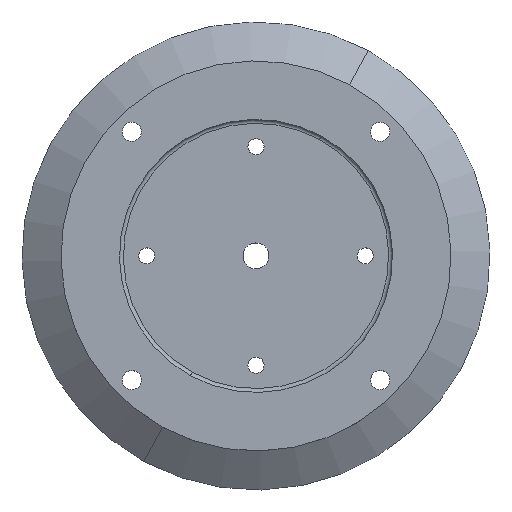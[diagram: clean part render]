
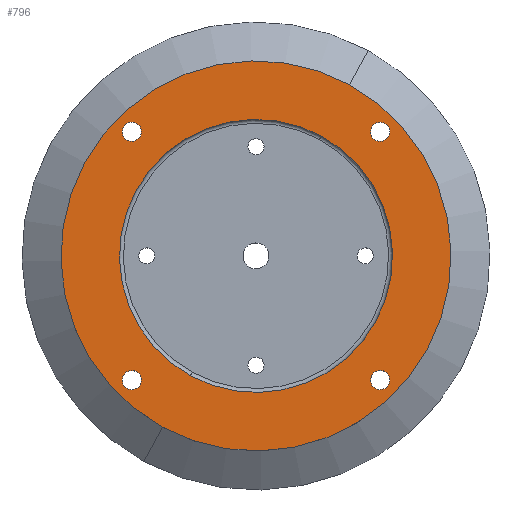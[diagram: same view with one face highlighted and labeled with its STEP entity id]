
A CAD part, top view. The second image highlights one B-rep face of the part: STEP entity #796.
In plain terms, the highlighted planar face has unit normal (0, 0, 1).
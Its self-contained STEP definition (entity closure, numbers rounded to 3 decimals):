
#280=CARTESIAN_POINT('Vertex',(16.78,30.715,4.)) ;
#283=CARTESIAN_POINT('Axis2P3D Location',(0.,0.,4.)) ;
#287=CARTESIAN_POINT('Vertex',(-16.78,-30.715,4.)) ;
#302=CARTESIAN_POINT('Axis2P3D Location',(0.,0.,4.)) ;
#325=CARTESIAN_POINT('Vertex',(33.977,30.641,4.)) ;
#339=CARTESIAN_POINT('Vertex',(29.662,32.998,4.)) ;
#342=CARTESIAN_POINT('Axis2P3D Location',(31.82,31.82,4.)) ;
#359=CARTESIAN_POINT('Axis2P3D Location',(31.82,31.82,4.)) ;
#382=CARTESIAN_POINT('Vertex',(30.641,-33.977,4.)) ;
#396=CARTESIAN_POINT('Vertex',(32.998,-29.662,4.)) ;
#399=CARTESIAN_POINT('Axis2P3D Location',(31.82,-31.82,4.)) ;
#416=CARTESIAN_POINT('Axis2P3D Location',(31.82,-31.82,4.)) ;
#439=CARTESIAN_POINT('Vertex',(-33.977,-30.641,4.)) ;
#453=CARTESIAN_POINT('Vertex',(-29.662,-32.998,4.)) ;
#456=CARTESIAN_POINT('Axis2P3D Location',(-31.82,-31.82,4.)) ;
#473=CARTESIAN_POINT('Axis2P3D Location',(-31.82,-31.82,4.)) ;
#496=CARTESIAN_POINT('Vertex',(-30.641,33.977,4.)) ;
#510=CARTESIAN_POINT('Vertex',(-32.998,29.662,4.)) ;
#513=CARTESIAN_POINT('Axis2P3D Location',(-31.82,31.82,4.)) ;
#530=CARTESIAN_POINT('Axis2P3D Location',(-31.82,31.82,4.)) ;
#695=CARTESIAN_POINT('Vertex',(23.971,43.879,4.)) ;
#698=CARTESIAN_POINT('Axis2P3D Location',(0.,0.,4.)) ;
#702=CARTESIAN_POINT('Vertex',(-23.971,-43.879,4.)) ;
#717=CARTESIAN_POINT('Axis2P3D Location',(0.,0.,4.)) ;
#767=CARTESIAN_POINT('Axis2P3D Location',(0.,35.,4.)) ;
#284=DIRECTION('Axis2P3D Direction',(0.,0.,-1.)) ;
#303=DIRECTION('Axis2P3D Direction',(0.,0.,-1.)) ;
#343=DIRECTION('Axis2P3D Direction',(0.,0.,-1.)) ;
#360=DIRECTION('Axis2P3D Direction',(0.,0.,-1.)) ;
#400=DIRECTION('Axis2P3D Direction',(0.,-0.,-1.)) ;
#417=DIRECTION('Axis2P3D Direction',(0.,-0.,-1.)) ;
#457=DIRECTION('Axis2P3D Direction',(0.,-0.,-1.)) ;
#474=DIRECTION('Axis2P3D Direction',(0.,-0.,-1.)) ;
#514=DIRECTION('Axis2P3D Direction',(0.,0.,-1.)) ;
#531=DIRECTION('Axis2P3D Direction',(0.,0.,-1.)) ;
#699=DIRECTION('Axis2P3D Direction',(0.,0.,-1.)) ;
#718=DIRECTION('Axis2P3D Direction',(0.,0.,-1.)) ;
#768=DIRECTION('Axis2P3D Direction',(0.,0.,-1.)) ;
#769=DIRECTION('Axis2P3D XDirection',(1.,0.,0.)) ;
#285=AXIS2_PLACEMENT_3D('Circle Axis2P3D',#283,#284,$) ;
#304=AXIS2_PLACEMENT_3D('Circle Axis2P3D',#302,#303,$) ;
#344=AXIS2_PLACEMENT_3D('Circle Axis2P3D',#342,#343,$) ;
#361=AXIS2_PLACEMENT_3D('Circle Axis2P3D',#359,#360,$) ;
#401=AXIS2_PLACEMENT_3D('Circle Axis2P3D',#399,#400,$) ;
#418=AXIS2_PLACEMENT_3D('Circle Axis2P3D',#416,#417,$) ;
#458=AXIS2_PLACEMENT_3D('Circle Axis2P3D',#456,#457,$) ;
#475=AXIS2_PLACEMENT_3D('Circle Axis2P3D',#473,#474,$) ;
#515=AXIS2_PLACEMENT_3D('Circle Axis2P3D',#513,#514,$) ;
#532=AXIS2_PLACEMENT_3D('Circle Axis2P3D',#530,#531,$) ;
#700=AXIS2_PLACEMENT_3D('Circle Axis2P3D',#698,#699,$) ;
#719=AXIS2_PLACEMENT_3D('Circle Axis2P3D',#717,#718,$) ;
#770=AXIS2_PLACEMENT_3D('Plane Axis2P3D',#767,#768,#769) ;
#773=ORIENTED_EDGE('',*,*,#704,.F.) ;
#774=ORIENTED_EDGE('',*,*,#721,.F.) ;
#777=ORIENTED_EDGE('',*,*,#363,.T.) ;
#778=ORIENTED_EDGE('',*,*,#346,.T.) ;
#781=ORIENTED_EDGE('',*,*,#289,.T.) ;
#782=ORIENTED_EDGE('',*,*,#306,.T.) ;
#785=ORIENTED_EDGE('',*,*,#420,.T.) ;
#786=ORIENTED_EDGE('',*,*,#403,.T.) ;
#789=ORIENTED_EDGE('',*,*,#477,.T.) ;
#790=ORIENTED_EDGE('',*,*,#460,.T.) ;
#793=ORIENTED_EDGE('',*,*,#534,.T.) ;
#794=ORIENTED_EDGE('',*,*,#517,.T.) ;
#779=FACE_BOUND('',#776,.T.) ;
#783=FACE_BOUND('',#780,.T.) ;
#787=FACE_BOUND('',#784,.T.) ;
#791=FACE_BOUND('',#788,.T.) ;
#795=FACE_BOUND('',#792,.T.) ;
#796=ADVANCED_FACE('Hauptk\X2\00F6\X0\rper',(#775,#779,#783,#787,#791,#795),#771,.F.) ;
#286=CIRCLE('generated circle',#285,35.) ;
#305=CIRCLE('generated circle',#304,35.) ;
#345=CIRCLE('generated circle',#344,2.459) ;
#362=CIRCLE('generated circle',#361,2.459) ;
#402=CIRCLE('generated circle',#401,2.459) ;
#419=CIRCLE('generated circle',#418,2.459) ;
#459=CIRCLE('generated circle',#458,2.459) ;
#476=CIRCLE('generated circle',#475,2.459) ;
#516=CIRCLE('generated circle',#515,2.459) ;
#533=CIRCLE('generated circle',#532,2.459) ;
#701=CIRCLE('generated circle',#700,50.) ;
#720=CIRCLE('generated circle',#719,50.) ;
#289=EDGE_CURVE('',#288,#281,#286,.T.) ;
#306=EDGE_CURVE('',#281,#288,#305,.T.) ;
#346=EDGE_CURVE('',#326,#340,#345,.T.) ;
#363=EDGE_CURVE('',#340,#326,#362,.T.) ;
#403=EDGE_CURVE('',#383,#397,#402,.T.) ;
#420=EDGE_CURVE('',#397,#383,#419,.T.) ;
#460=EDGE_CURVE('',#440,#454,#459,.T.) ;
#477=EDGE_CURVE('',#454,#440,#476,.T.) ;
#517=EDGE_CURVE('',#497,#511,#516,.T.) ;
#534=EDGE_CURVE('',#511,#497,#533,.T.) ;
#704=EDGE_CURVE('',#696,#703,#701,.T.) ;
#721=EDGE_CURVE('',#703,#696,#720,.T.) ;
#772=EDGE_LOOP('',(#773,#774)) ;
#776=EDGE_LOOP('',(#777,#778)) ;
#780=EDGE_LOOP('',(#781,#782)) ;
#784=EDGE_LOOP('',(#785,#786)) ;
#788=EDGE_LOOP('',(#789,#790)) ;
#792=EDGE_LOOP('',(#793,#794)) ;
#775=FACE_OUTER_BOUND('',#772,.T.) ;
#771=PLANE('Plane',#770) ;
#281=VERTEX_POINT('',#280) ;
#288=VERTEX_POINT('',#287) ;
#326=VERTEX_POINT('',#325) ;
#340=VERTEX_POINT('',#339) ;
#383=VERTEX_POINT('',#382) ;
#397=VERTEX_POINT('',#396) ;
#440=VERTEX_POINT('',#439) ;
#454=VERTEX_POINT('',#453) ;
#497=VERTEX_POINT('',#496) ;
#511=VERTEX_POINT('',#510) ;
#696=VERTEX_POINT('',#695) ;
#703=VERTEX_POINT('',#702) ;
